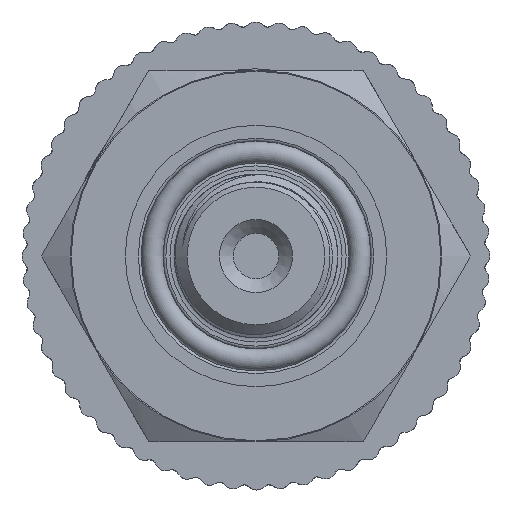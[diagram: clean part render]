
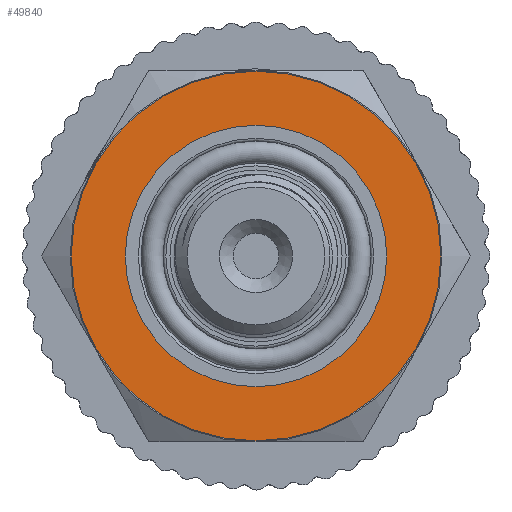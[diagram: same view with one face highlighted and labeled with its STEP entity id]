
A CAD part, left-side view. The second image highlights one B-rep face of the part: STEP entity #49840.
In plain terms, the highlighted planar face has unit normal (-1, 0, 0).
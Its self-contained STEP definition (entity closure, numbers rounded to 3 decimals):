
#1468=PLANE('',#52430);
#2948=FACE_BOUND('',#6059,.T.);
#3337=FACE_OUTER_BOUND('',#6058,.T.);
#6058=EDGE_LOOP('',(#34657));
#6059=EDGE_LOOP('',(#34658));
#8516=CIRCLE('',#52431,13.425);
#8517=CIRCLE('',#52432,9.5);
#20303=VERTEX_POINT('',#79051);
#20304=VERTEX_POINT('',#79053);
#25886=EDGE_CURVE('',#20303,#20303,#8516,.T.);
#25887=EDGE_CURVE('',#20304,#20304,#8517,.T.);
#34657=ORIENTED_EDGE('',*,*,#25886,.F.);
#34658=ORIENTED_EDGE('',*,*,#25887,.T.);
#49840=ADVANCED_FACE('',(#3337,#2948),#1468,.F.);
#52430=AXIS2_PLACEMENT_3D('',#79050,#56903,#56904);
#52431=AXIS2_PLACEMENT_3D('',#79052,#56905,#56906);
#52432=AXIS2_PLACEMENT_3D('',#79054,#56907,#56908);
#56903=DIRECTION('center_axis',(1.,0.,0.));
#56904=DIRECTION('ref_axis',(0.,0.,-1.));
#56905=DIRECTION('center_axis',(1.,0.,0.));
#56906=DIRECTION('ref_axis',(0.,1.,0.));
#56907=DIRECTION('center_axis',(1.,0.,0.));
#56908=DIRECTION('ref_axis',(0.,0.,-1.));
#79050=CARTESIAN_POINT('Origin',(-48.,9.5,0.));
#79051=CARTESIAN_POINT('',(-48.,-13.425,0.));
#79052=CARTESIAN_POINT('Origin',(-48.,0.,0.));
#79053=CARTESIAN_POINT('',(-48.,-9.5,0.));
#79054=CARTESIAN_POINT('Origin',(-48.,0.,0.));
